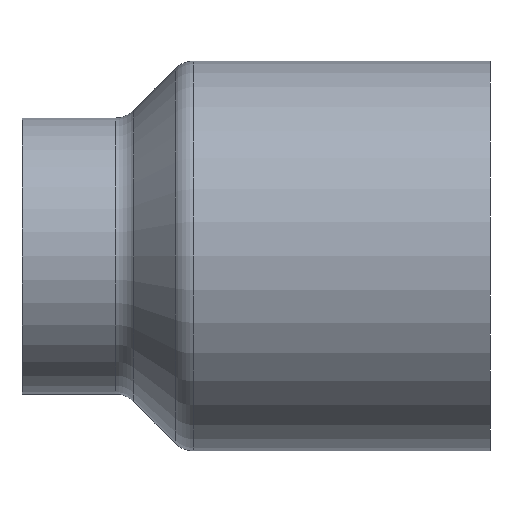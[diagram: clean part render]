
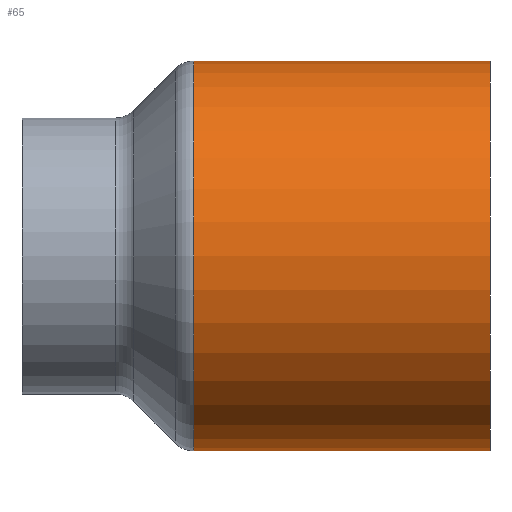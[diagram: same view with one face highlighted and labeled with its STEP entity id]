
A CAD part, left-side view. The second image highlights one B-rep face of the part: STEP entity #65.
In plain terms, the highlighted cylindrical face has radius 16.25 mm (diameter 32.5 mm), a partial arc.
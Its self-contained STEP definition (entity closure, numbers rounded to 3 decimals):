
#5 = EDGE_CURVE ( 'NONE', #188, #7, #288, .T. ) ;
#7 = VERTEX_POINT ( 'NONE', #283 ) ;
#10 = VERTEX_POINT ( 'NONE', #304 ) ;
#15 = EDGE_CURVE ( 'NONE', #186, #10, #293, .T. ) ;
#65 = ADVANCED_FACE ( 'NONE', ( #450 ), #503, .T. ) ;
#66 = EDGE_LOOP ( 'NONE', ( #67, #68, #70, #71 ) ) ;
#67 = ORIENTED_EDGE ( 'NONE', *, *, #15, .F. ) ;
#68 = ORIENTED_EDGE ( 'NONE', *, *, #69, .T. ) ;
#69 = EDGE_CURVE ( 'NONE', #186, #188, #499, .T. ) ;
#70 = ORIENTED_EDGE ( 'NONE', *, *, #5, .T. ) ;
#71 = ORIENTED_EDGE ( 'NONE', *, *, #168, .F. ) ;
#168 = EDGE_CURVE ( 'NONE', #10, #7, #508, .T. ) ;
#186 = VERTEX_POINT ( 'NONE', #572 ) ;
#188 = VERTEX_POINT ( 'NONE', #530 ) ;
#283 = CARTESIAN_POINT ( 'NONE',  ( 0., 0., -16.25 ) ) ;
#284 = DIRECTION ( 'NONE',  ( 0., -1., 0. ) ) ;
#285 = VECTOR ( 'NONE', #284, 1000. ) ;
#288 = LINE ( 'NONE', #355, #285 ) ;
#290 = DIRECTION ( 'NONE',  ( 0., -1., 0. ) ) ;
#291 = VECTOR ( 'NONE', #290, 1000. ) ;
#292 = CARTESIAN_POINT ( 'NONE',  ( 0., 0., 16.25 ) ) ;
#293 = LINE ( 'NONE', #292, #291 ) ;
#304 = CARTESIAN_POINT ( 'NONE',  ( 0., 0., 16.25 ) ) ;
#355 = CARTESIAN_POINT ( 'NONE',  ( 0., 0., -16.25 ) ) ;
#446 = CARTESIAN_POINT ( 'NONE',  ( 0., 0., 0. ) ) ;
#450 = FACE_OUTER_BOUND ( 'NONE', #66, .T. ) ;
#496 = DIRECTION ( 'NONE',  ( 0., -1., 0. ) ) ;
#497 = CARTESIAN_POINT ( 'NONE',  ( 0., 24.687, 0. ) ) ;
#498 = AXIS2_PLACEMENT_3D ( 'NONE', #497, #496, #521 ) ;
#499 = CIRCLE ( 'NONE', #498, 16.25 ) ;
#500 = DIRECTION ( 'NONE',  ( 0., 0., -1. ) ) ;
#501 = DIRECTION ( 'NONE',  ( 0., -1., 0. ) ) ;
#502 = AXIS2_PLACEMENT_3D ( 'NONE', #446, #501, #500 ) ;
#503 = CYLINDRICAL_SURFACE ( 'NONE', #502, 16.25 ) ;
#504 = DIRECTION ( 'NONE',  ( 0., 0., -1. ) ) ;
#505 = DIRECTION ( 'NONE',  ( 0., -1., 0. ) ) ;
#506 = CARTESIAN_POINT ( 'NONE',  ( 0., 0., 0. ) ) ;
#507 = AXIS2_PLACEMENT_3D ( 'NONE', #506, #505, #504 ) ;
#508 = CIRCLE ( 'NONE', #507, 16.25 ) ;
#521 = DIRECTION ( 'NONE',  ( 0., 0., 1. ) ) ;
#530 = CARTESIAN_POINT ( 'NONE',  ( 0., 24.687, -16.25 ) ) ;
#572 = CARTESIAN_POINT ( 'NONE',  ( 0., 24.687, 16.25 ) ) ;
